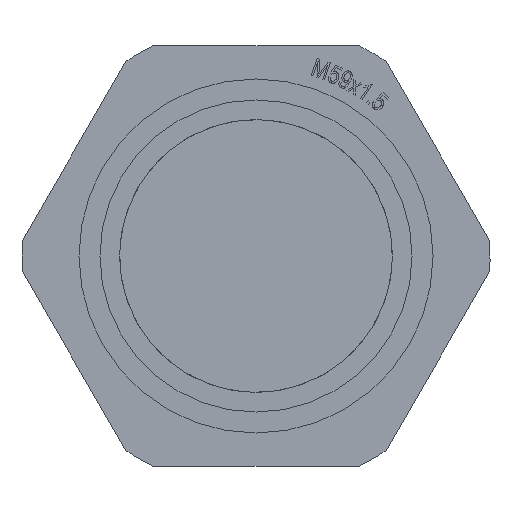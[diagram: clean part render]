
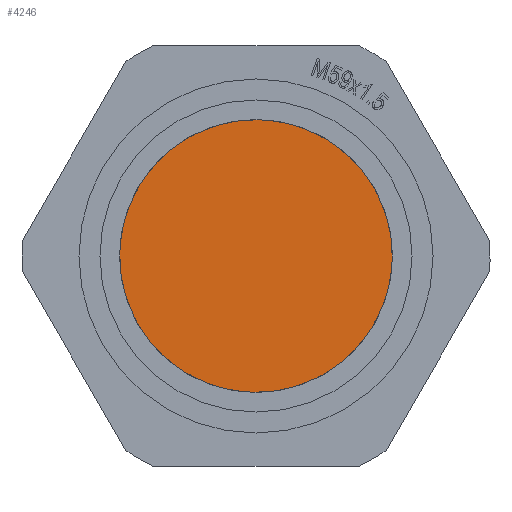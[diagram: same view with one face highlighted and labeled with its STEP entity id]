
A CAD part, front view. The second image highlights one B-rep face of the part: STEP entity #4246.
In plain terms, the highlighted planar face has unit normal (0, -1, 0).
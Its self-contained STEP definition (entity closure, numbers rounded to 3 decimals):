
#50 = EDGE_LOOP ( 'NONE', ( #8804, #7542 ) ) ;
#1105 = FACE_OUTER_BOUND ( 'NONE', #50, .T. ) ;
#1129 = CARTESIAN_POINT ( 'NONE',  ( 20.359, 60.7, 10.153 ) ) ;
#1401 = AXIS2_PLACEMENT_3D ( 'NONE', #11803, #5293, #14420 ) ;
#1687 = CARTESIAN_POINT ( 'NONE',  ( 0., 60.7, 0. ) ) ;
#1689 = VERTEX_POINT ( 'NONE', #1129 ) ;
#2814 = CARTESIAN_POINT ( 'NONE',  ( 0., 60.7, 0. ) ) ;
#2987 = DIRECTION ( 'NONE',  ( -0.895, 0., -0.446 ) ) ;
#3510 = AXIS2_PLACEMENT_3D ( 'NONE', #1687, #10800, #2987 ) ;
#3996 = PLANE ( 'NONE',  #1401 ) ;
#4124 = DIRECTION ( 'NONE',  ( -0.895, 0., -0.446 ) ) ;
#4246 = ADVANCED_FACE ( 'NONE', ( #1105 ), #3996, .F. ) ;
#4923 = AXIS2_PLACEMENT_3D ( 'NONE', #2814, #11934, #4124 ) ;
#5293 = DIRECTION ( 'NONE',  ( 0., 1., 0. ) ) ;
#7092 = CARTESIAN_POINT ( 'NONE',  ( -20.359, 60.7, -10.153 ) ) ;
#7542 = ORIENTED_EDGE ( 'NONE', *, *, #8424, .T. ) ;
#8424 = EDGE_CURVE ( 'NONE', #9060, #1689, #14244, .T. ) ;
#8804 = ORIENTED_EDGE ( 'NONE', *, *, #8822, .T. ) ;
#8822 = EDGE_CURVE ( 'NONE', #1689, #9060, #14843, .T. ) ;
#9060 = VERTEX_POINT ( 'NONE', #7092 ) ;
#10800 = DIRECTION ( 'NONE',  ( 0., -1., 0. ) ) ;
#11803 = CARTESIAN_POINT ( 'NONE',  ( 0., 60.7, 0. ) ) ;
#11934 = DIRECTION ( 'NONE',  ( 0., -1., 0. ) ) ;
#14244 = CIRCLE ( 'NONE', #4923, 22.75 ) ;
#14420 = DIRECTION ( 'NONE',  ( -0.895, 0., -0.446 ) ) ;
#14843 = CIRCLE ( 'NONE', #3510, 22.75 ) ;
